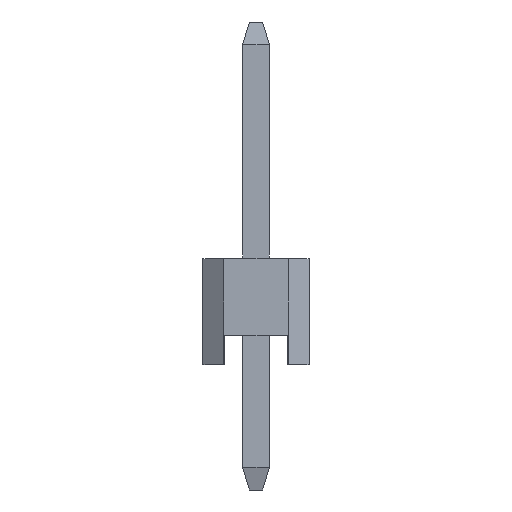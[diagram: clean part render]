
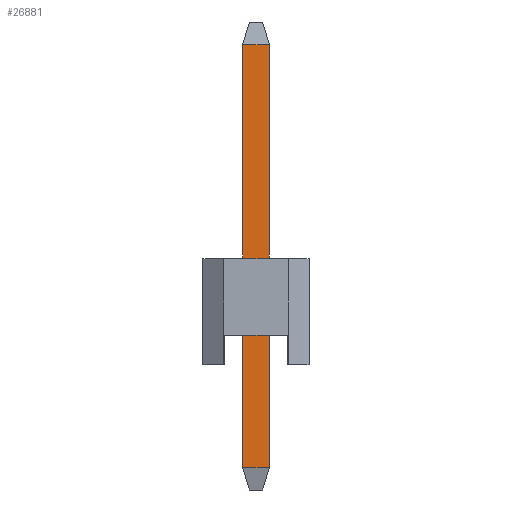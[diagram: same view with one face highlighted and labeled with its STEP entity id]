
A CAD part, left-side view. The second image highlights one B-rep face of the part: STEP entity #26881.
In plain terms, the highlighted planar face has unit normal (-1, 0, 0).
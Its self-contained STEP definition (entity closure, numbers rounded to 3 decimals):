
#26475 = B_SPLINE_SURFACE_WITH_KNOTS('',1,1,(
    (#26476,#26477)
    ,(#26478,#26479
    )),.UNSPECIFIED.,.F.,.F.,.F.,(2,2),(2,2),(0.,0.64),(0.,1.),
  .PIECEWISE_BEZIER_KNOTS.);
#26476 = CARTESIAN_POINT('',(-0.32,-0.32,-2.454));
#26477 = CARTESIAN_POINT('',(-0.16,-0.16,-3.));
#26478 = CARTESIAN_POINT('',(-0.32,0.32,-2.454));
#26479 = CARTESIAN_POINT('',(-0.16,0.16,-3.));
#26490 = VERTEX_POINT('',#26491);
#26491 = CARTESIAN_POINT('',(-0.32,0.32,-2.454));
#26507 = PLANE('',#26508);
#26508 = AXIS2_PLACEMENT_3D('',#26509,#26510,#26511);
#26509 = CARTESIAN_POINT('',(-0.32,0.32,-2.454));
#26510 = DIRECTION('',(0.,1.,0.));
#26511 = DIRECTION('',(1.,0.,0.));
#26617 = VERTEX_POINT('',#26618);
#26618 = CARTESIAN_POINT('',(-0.32,-0.32,-2.454));
#26632 = PLANE('',#26633);
#26633 = AXIS2_PLACEMENT_3D('',#26634,#26635,#26636);
#26634 = CARTESIAN_POINT('',(0.32,-0.32,-2.454));
#26635 = DIRECTION('',(0.,-1.,0.));
#26636 = DIRECTION('',(-1.,0.,0.));
#26669 = EDGE_CURVE('',#26617,#26490,#26670,.T.);
#26670 = SURFACE_CURVE('',#26671,(#26675,#26682),.PCURVE_S1.);
#26671 = LINE('',#26672,#26673);
#26672 = CARTESIAN_POINT('',(-0.32,-0.32,-2.454));
#26673 = VECTOR('',#26674,1.);
#26674 = DIRECTION('',(0.,1.,0.));
#26675 = PCURVE('',#26475,#26676);
#26676 = DEFINITIONAL_REPRESENTATION('',(#26677),#26681);
#26677 = LINE('',#26678,#26679);
#26678 = CARTESIAN_POINT('',(0.,0.));
#26679 = VECTOR('',#26680,1.);
#26680 = DIRECTION('',(1.,0.));
#26681 = ( GEOMETRIC_REPRESENTATION_CONTEXT(2) 
PARAMETRIC_REPRESENTATION_CONTEXT() REPRESENTATION_CONTEXT('2D SPACE',''
  ) );
#26682 = PCURVE('',#26683,#26688);
#26683 = PLANE('',#26684);
#26684 = AXIS2_PLACEMENT_3D('',#26685,#26686,#26687);
#26685 = CARTESIAN_POINT('',(-0.32,-0.32,-2.454));
#26686 = DIRECTION('',(-1.,0.,0.));
#26687 = DIRECTION('',(0.,1.,0.));
#26688 = DEFINITIONAL_REPRESENTATION('',(#26689),#26693);
#26689 = LINE('',#26690,#26691);
#26690 = CARTESIAN_POINT('',(0.,0.));
#26691 = VECTOR('',#26692,1.);
#26692 = DIRECTION('',(1.,0.));
#26693 = ( GEOMETRIC_REPRESENTATION_CONTEXT(2) 
PARAMETRIC_REPRESENTATION_CONTEXT() REPRESENTATION_CONTEXT('2D SPACE',''
  ) );
#26701 = EDGE_CURVE('',#26490,#26702,#26704,.T.);
#26702 = VERTEX_POINT('',#26703);
#26703 = CARTESIAN_POINT('',(-0.32,0.32,7.654));
#26704 = SURFACE_CURVE('',#26705,(#26709,#26716),.PCURVE_S1.);
#26705 = LINE('',#26706,#26707);
#26706 = CARTESIAN_POINT('',(-0.32,0.32,-2.454));
#26707 = VECTOR('',#26708,1.);
#26708 = DIRECTION('',(0.,0.,1.));
#26709 = PCURVE('',#26507,#26710);
#26710 = DEFINITIONAL_REPRESENTATION('',(#26711),#26715);
#26711 = LINE('',#26712,#26713);
#26712 = CARTESIAN_POINT('',(0.,0.));
#26713 = VECTOR('',#26714,1.);
#26714 = DIRECTION('',(0.,-1.));
#26715 = ( GEOMETRIC_REPRESENTATION_CONTEXT(2) 
PARAMETRIC_REPRESENTATION_CONTEXT() REPRESENTATION_CONTEXT('2D SPACE',''
  ) );
#26716 = PCURVE('',#26683,#26717);
#26717 = DEFINITIONAL_REPRESENTATION('',(#26718),#26722);
#26718 = LINE('',#26719,#26720);
#26719 = CARTESIAN_POINT('',(0.64,0.));
#26720 = VECTOR('',#26721,1.);
#26721 = DIRECTION('',(0.,-1.));
#26722 = ( GEOMETRIC_REPRESENTATION_CONTEXT(2) 
PARAMETRIC_REPRESENTATION_CONTEXT() REPRESENTATION_CONTEXT('2D SPACE',''
  ) );
#26833 = VERTEX_POINT('',#26834);
#26834 = CARTESIAN_POINT('',(-0.32,-0.32,7.654));
#26860 = EDGE_CURVE('',#26617,#26833,#26861,.T.);
#26861 = SURFACE_CURVE('',#26862,(#26866,#26873),.PCURVE_S1.);
#26862 = LINE('',#26863,#26864);
#26863 = CARTESIAN_POINT('',(-0.32,-0.32,-2.454));
#26864 = VECTOR('',#26865,1.);
#26865 = DIRECTION('',(0.,0.,1.));
#26866 = PCURVE('',#26632,#26867);
#26867 = DEFINITIONAL_REPRESENTATION('',(#26868),#26872);
#26868 = LINE('',#26869,#26870);
#26869 = CARTESIAN_POINT('',(0.64,0.));
#26870 = VECTOR('',#26871,1.);
#26871 = DIRECTION('',(0.,-1.));
#26872 = ( GEOMETRIC_REPRESENTATION_CONTEXT(2) 
PARAMETRIC_REPRESENTATION_CONTEXT() REPRESENTATION_CONTEXT('2D SPACE',''
  ) );
#26873 = PCURVE('',#26683,#26874);
#26874 = DEFINITIONAL_REPRESENTATION('',(#26875),#26879);
#26875 = LINE('',#26876,#26877);
#26876 = CARTESIAN_POINT('',(0.,0.));
#26877 = VECTOR('',#26878,1.);
#26878 = DIRECTION('',(0.,-1.));
#26879 = ( GEOMETRIC_REPRESENTATION_CONTEXT(2) 
PARAMETRIC_REPRESENTATION_CONTEXT() REPRESENTATION_CONTEXT('2D SPACE',''
  ) );
#26881 = ADVANCED_FACE('',(#26882),#26683,.T.);
#26882 = FACE_BOUND('',#26883,.T.);
#26883 = EDGE_LOOP('',(#26884,#26885,#26911,#26912));
#26884 = ORIENTED_EDGE('',*,*,#26860,.T.);
#26885 = ORIENTED_EDGE('',*,*,#26886,.T.);
#26886 = EDGE_CURVE('',#26833,#26702,#26887,.T.);
#26887 = SURFACE_CURVE('',#26888,(#26892,#26899),.PCURVE_S1.);
#26888 = LINE('',#26889,#26890);
#26889 = CARTESIAN_POINT('',(-0.32,-0.32,7.654));
#26890 = VECTOR('',#26891,1.);
#26891 = DIRECTION('',(0.,1.,0.));
#26892 = PCURVE('',#26683,#26893);
#26893 = DEFINITIONAL_REPRESENTATION('',(#26894),#26898);
#26894 = LINE('',#26895,#26896);
#26895 = CARTESIAN_POINT('',(0.,-10.108));
#26896 = VECTOR('',#26897,1.);
#26897 = DIRECTION('',(1.,0.));
#26898 = ( GEOMETRIC_REPRESENTATION_CONTEXT(2) 
PARAMETRIC_REPRESENTATION_CONTEXT() REPRESENTATION_CONTEXT('2D SPACE',''
  ) );
#26899 = PCURVE('',#26900,#26905);
#26900 = B_SPLINE_SURFACE_WITH_KNOTS('',1,1,(
    (#26901,#26902)
    ,(#26903,#26904
    )),.UNSPECIFIED.,.F.,.F.,.F.,(2,2),(2,2),(0.,0.64),(0.,1.),
  .PIECEWISE_BEZIER_KNOTS.);
#26901 = CARTESIAN_POINT('',(-0.32,-0.32,7.654));
#26902 = CARTESIAN_POINT('',(-0.16,-0.16,8.2));
#26903 = CARTESIAN_POINT('',(-0.32,0.32,7.654));
#26904 = CARTESIAN_POINT('',(-0.16,0.16,8.2));
#26905 = DEFINITIONAL_REPRESENTATION('',(#26906),#26910);
#26906 = LINE('',#26907,#26908);
#26907 = CARTESIAN_POINT('',(0.,0.));
#26908 = VECTOR('',#26909,1.);
#26909 = DIRECTION('',(1.,0.));
#26910 = ( GEOMETRIC_REPRESENTATION_CONTEXT(2) 
PARAMETRIC_REPRESENTATION_CONTEXT() REPRESENTATION_CONTEXT('2D SPACE',''
  ) );
#26911 = ORIENTED_EDGE('',*,*,#26701,.F.);
#26912 = ORIENTED_EDGE('',*,*,#26669,.F.);
